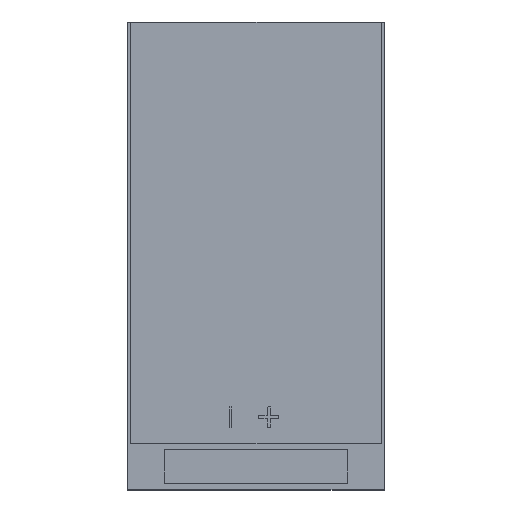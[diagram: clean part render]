
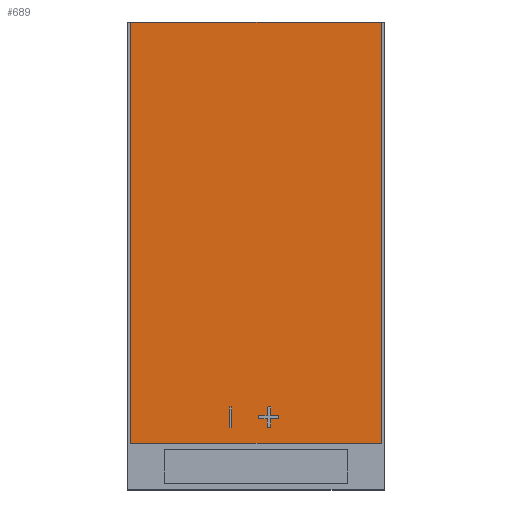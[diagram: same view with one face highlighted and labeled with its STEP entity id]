
A CAD part, top view. The second image highlights one B-rep face of the part: STEP entity #689.
In plain terms, the highlighted planar face has unit normal (0, 0, 1).
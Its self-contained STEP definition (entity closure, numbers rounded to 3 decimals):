
#21=FACE_BOUND('',#85,.T.);
#22=FACE_BOUND('',#86,.T.);
#46=FACE_OUTER_BOUND('',#84,.T.);
#84=EDGE_LOOP('',(#545,#546,#547,#548));
#85=EDGE_LOOP('',(#549,#550,#551,#552,#553,#554,#555,#556,#557,#558,#559,
#560));
#86=EDGE_LOOP('',(#561,#562,#563,#564));
#103=LINE('',#934,#197);
#107=LINE('',#942,#201);
#110=LINE('',#948,#204);
#113=LINE('',#954,#207);
#116=LINE('',#960,#210);
#119=LINE('',#966,#213);
#122=LINE('',#972,#216);
#125=LINE('',#978,#219);
#128=LINE('',#984,#222);
#131=LINE('',#990,#225);
#134=LINE('',#996,#228);
#137=LINE('',#1001,#231);
#139=LINE('',#1007,#233);
#143=LINE('',#1015,#237);
#146=LINE('',#1021,#240);
#149=LINE('',#1026,#243);
#153=LINE('',#1036,#247);
#156=LINE('',#1042,#250);
#159=LINE('',#1048,#253);
#162=LINE('',#1052,#256);
#197=VECTOR('',#762,10.);
#201=VECTOR('',#768,10.);
#204=VECTOR('',#773,10.);
#207=VECTOR('',#778,10.);
#210=VECTOR('',#783,10.);
#213=VECTOR('',#788,10.);
#216=VECTOR('',#793,10.);
#219=VECTOR('',#798,10.);
#222=VECTOR('',#803,10.);
#225=VECTOR('',#808,10.);
#228=VECTOR('',#813,10.);
#231=VECTOR('',#818,10.);
#233=VECTOR('',#824,10.);
#237=VECTOR('',#830,10.);
#240=VECTOR('',#835,10.);
#243=VECTOR('',#840,10.);
#247=VECTOR('',#848,10.);
#250=VECTOR('',#853,10.);
#253=VECTOR('',#858,10.);
#256=VECTOR('',#863,10.);
#291=VERTEX_POINT('',#932);
#292=VERTEX_POINT('',#933);
#295=VERTEX_POINT('',#941);
#297=VERTEX_POINT('',#947);
#299=VERTEX_POINT('',#953);
#301=VERTEX_POINT('',#959);
#303=VERTEX_POINT('',#965);
#305=VERTEX_POINT('',#971);
#307=VERTEX_POINT('',#977);
#309=VERTEX_POINT('',#983);
#311=VERTEX_POINT('',#989);
#313=VERTEX_POINT('',#995);
#315=VERTEX_POINT('',#1005);
#316=VERTEX_POINT('',#1006);
#319=VERTEX_POINT('',#1014);
#321=VERTEX_POINT('',#1020);
#325=VERTEX_POINT('',#1033);
#326=VERTEX_POINT('',#1035);
#328=VERTEX_POINT('',#1041);
#330=VERTEX_POINT('',#1047);
#355=EDGE_CURVE('',#291,#292,#103,.T.);
#359=EDGE_CURVE('',#292,#295,#107,.T.);
#362=EDGE_CURVE('',#295,#297,#110,.T.);
#365=EDGE_CURVE('',#297,#299,#113,.T.);
#368=EDGE_CURVE('',#299,#301,#116,.T.);
#371=EDGE_CURVE('',#301,#303,#119,.T.);
#374=EDGE_CURVE('',#303,#305,#122,.T.);
#377=EDGE_CURVE('',#305,#307,#125,.T.);
#380=EDGE_CURVE('',#307,#309,#128,.T.);
#383=EDGE_CURVE('',#309,#311,#131,.T.);
#386=EDGE_CURVE('',#311,#313,#134,.T.);
#389=EDGE_CURVE('',#313,#291,#137,.T.);
#391=EDGE_CURVE('',#315,#316,#139,.T.);
#395=EDGE_CURVE('',#316,#319,#143,.T.);
#398=EDGE_CURVE('',#319,#321,#146,.T.);
#401=EDGE_CURVE('',#321,#315,#149,.T.);
#405=EDGE_CURVE('',#326,#325,#153,.T.);
#408=EDGE_CURVE('',#328,#326,#156,.T.);
#411=EDGE_CURVE('',#330,#328,#159,.T.);
#414=EDGE_CURVE('',#325,#330,#162,.T.);
#545=ORIENTED_EDGE('',*,*,#414,.T.);
#546=ORIENTED_EDGE('',*,*,#411,.T.);
#547=ORIENTED_EDGE('',*,*,#408,.T.);
#548=ORIENTED_EDGE('',*,*,#405,.T.);
#549=ORIENTED_EDGE('',*,*,#355,.T.);
#550=ORIENTED_EDGE('',*,*,#359,.T.);
#551=ORIENTED_EDGE('',*,*,#362,.T.);
#552=ORIENTED_EDGE('',*,*,#365,.T.);
#553=ORIENTED_EDGE('',*,*,#368,.T.);
#554=ORIENTED_EDGE('',*,*,#371,.T.);
#555=ORIENTED_EDGE('',*,*,#374,.T.);
#556=ORIENTED_EDGE('',*,*,#377,.T.);
#557=ORIENTED_EDGE('',*,*,#380,.T.);
#558=ORIENTED_EDGE('',*,*,#383,.T.);
#559=ORIENTED_EDGE('',*,*,#386,.T.);
#560=ORIENTED_EDGE('',*,*,#389,.T.);
#561=ORIENTED_EDGE('',*,*,#391,.T.);
#562=ORIENTED_EDGE('',*,*,#395,.T.);
#563=ORIENTED_EDGE('',*,*,#398,.T.);
#564=ORIENTED_EDGE('',*,*,#401,.T.);
#651=PLANE('',#742);
#689=ADVANCED_FACE('',(#46,#21,#22),#651,.T.);
#742=AXIS2_PLACEMENT_3D('',#1053,#864,#865);
#762=DIRECTION('',(-0.007,1.,0.));
#768=DIRECTION('',(-1.,-0.007,0.));
#773=DIRECTION('',(-0.007,1.,0.));
#778=DIRECTION('',(1.,0.007,0.));
#783=DIRECTION('',(-0.007,1.,0.));
#788=DIRECTION('',(1.,0.007,0.));
#793=DIRECTION('',(0.007,-1.,0.));
#798=DIRECTION('',(1.,0.007,0.));
#803=DIRECTION('',(0.007,-1.,0.));
#808=DIRECTION('',(-1.,-0.007,0.));
#813=DIRECTION('',(0.007,-1.,0.));
#818=DIRECTION('',(-1.,-0.007,0.));
#824=DIRECTION('',(0.,1.,0.));
#830=DIRECTION('',(1.,0.,0.));
#835=DIRECTION('',(0.,-1.,0.));
#840=DIRECTION('',(-1.,0.,0.));
#848=DIRECTION('',(0.,-1.,0.));
#853=DIRECTION('',(-1.,0.,0.));
#858=DIRECTION('',(0.,1.,0.));
#863=DIRECTION('',(1.,0.,0.));
#864=DIRECTION('center_axis',(0.,0.,1.));
#865=DIRECTION('ref_axis',(1.,0.,0.));
#932=CARTESIAN_POINT('',(72.822,-66.248,6.3));
#933=CARTESIAN_POINT('',(72.813,-64.877,6.3));
#934=CARTESIAN_POINT('',(72.725,-51.558,6.3));
#941=CARTESIAN_POINT('',(71.452,-64.886,6.3));
#942=CARTESIAN_POINT('',(71.313,-64.887,6.3));
#947=CARTESIAN_POINT('',(71.448,-64.313,6.3));
#948=CARTESIAN_POINT('',(71.363,-51.281,6.3));
#953=CARTESIAN_POINT('',(72.809,-64.304,6.3));
#954=CARTESIAN_POINT('',(71.99,-64.31,6.3));
#959=CARTESIAN_POINT('',(72.8,-62.944,6.3));
#960=CARTESIAN_POINT('',(72.719,-50.591,6.3));
#965=CARTESIAN_POINT('',(73.38,-62.94,6.3));
#966=CARTESIAN_POINT('',(72.271,-62.947,6.3));
#971=CARTESIAN_POINT('',(73.389,-64.301,6.3));
#972=CARTESIAN_POINT('',(73.303,-51.268,6.3));
#977=CARTESIAN_POINT('',(74.75,-64.292,6.3));
#978=CARTESIAN_POINT('',(72.96,-64.303,6.3));
#983=CARTESIAN_POINT('',(74.753,-64.865,6.3));
#984=CARTESIAN_POINT('',(74.666,-51.546,6.3));
#989=CARTESIAN_POINT('',(73.392,-64.874,6.3));
#990=CARTESIAN_POINT('',(72.284,-64.881,6.3));
#995=CARTESIAN_POINT('',(73.401,-66.245,6.3));
#996=CARTESIAN_POINT('',(73.31,-52.24,6.3));
#1001=CARTESIAN_POINT('',(72.003,-66.254,6.3));
#1005=CARTESIAN_POINT('',(66.748,-66.343,6.3));
#1006=CARTESIAN_POINT('',(66.748,-62.934,6.3));
#1007=CARTESIAN_POINT('',(66.748,-50.592,6.3));
#1014=CARTESIAN_POINT('',(67.027,-62.934,6.3));
#1015=CARTESIAN_POINT('',(69.013,-62.934,6.3));
#1020=CARTESIAN_POINT('',(67.027,-66.343,6.3));
#1021=CARTESIAN_POINT('',(67.027,-52.297,6.3));
#1026=CARTESIAN_POINT('',(68.874,-66.343,6.3));
#1033=CARTESIAN_POINT('',(50.5,-68.85,6.3));
#1035=CARTESIAN_POINT('',(50.5,0.,6.3));
#1036=CARTESIAN_POINT('',(50.5,-76.5,6.3));
#1041=CARTESIAN_POINT('',(91.5,0.,6.3));
#1042=CARTESIAN_POINT('',(50.,0.,6.3));
#1047=CARTESIAN_POINT('',(91.5,-68.85,6.3));
#1048=CARTESIAN_POINT('',(91.5,0.,6.3));
#1052=CARTESIAN_POINT('',(92.,-68.85,6.3));
#1053=CARTESIAN_POINT('Origin',(71.,-38.25,6.3));
